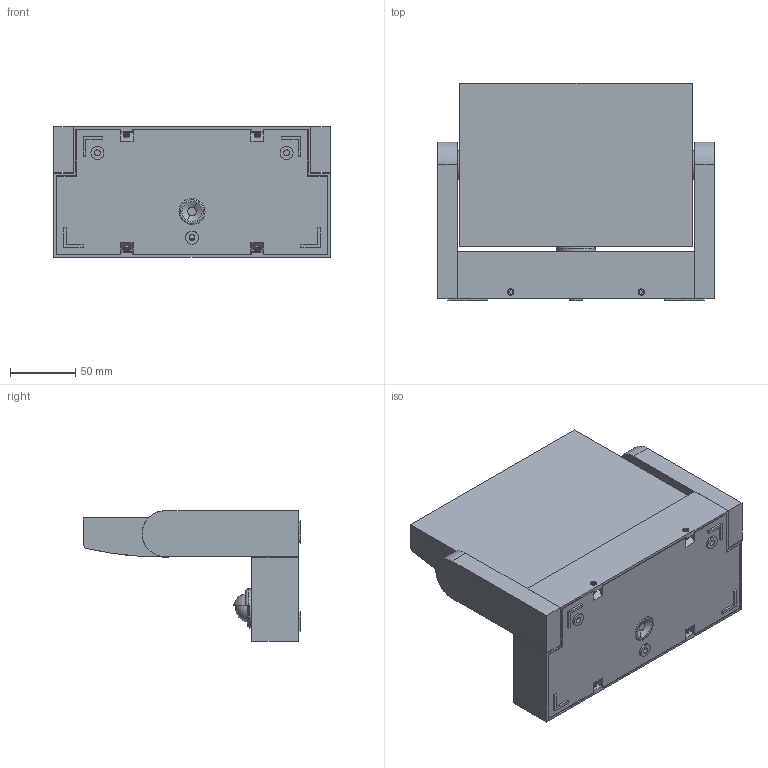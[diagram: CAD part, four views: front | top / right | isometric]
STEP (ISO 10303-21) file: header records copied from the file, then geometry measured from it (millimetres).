
FILE_DESCRIPTION(('CATIA V5 STEP Exchange'),'2;1');
FILE_NAME('GW-007-12.stp','2021-09-07T09:06:05+00:00',('none'),('none'),'CATIA Version 5-6 Release 2017','CATIA V5 STEP AP203','none');
FILE_SCHEMA(('CONFIG_CONTROL_DESIGN'));
Products named in the file (1): GW-007-12 装配体
Assembly tree (20 placements, depth 2):
  GW-007-12 装配体
    #57
    #6416  x2
    #20338
    #27394  x2
    #28518
    #29090
    #37556
    #43159
    #54840
    #57043
    #61076
    #75430  x4
    #81075
    #81554
    #81723
Bounding box: 212 x 166.5 x 100 mm (x, y, z)
Volume: 526424.8 mm3; surface area: 403339.9 mm2
Topology: 130 solids, 130 shells, 3675 faces, 9349 edges, 5740 vertices
Faces by surface type: plane 1658, cylinder 1093, bspline 368, sphere 354, cone 185, torus 15, revolution 2
Entity records: 82371 total; most frequent: CARTESIAN_POINT 22241, ORIENTED_EDGE 13666, DIRECTION 9599, EDGE_CURVE 6833, VERTEX_POINT 4428, VECTOR 4262, LINE 4262, AXIS2_PLACEMENT_3D 3457
